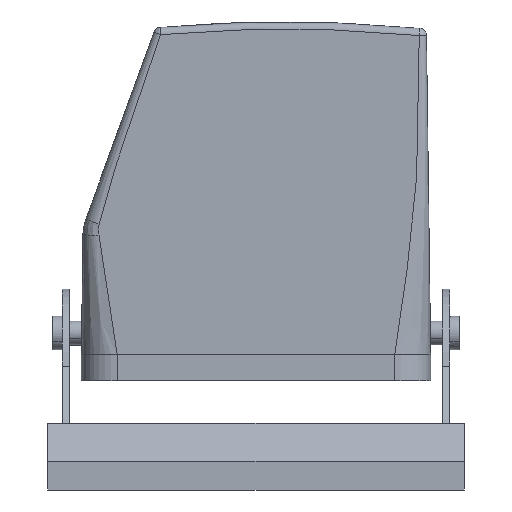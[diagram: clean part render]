
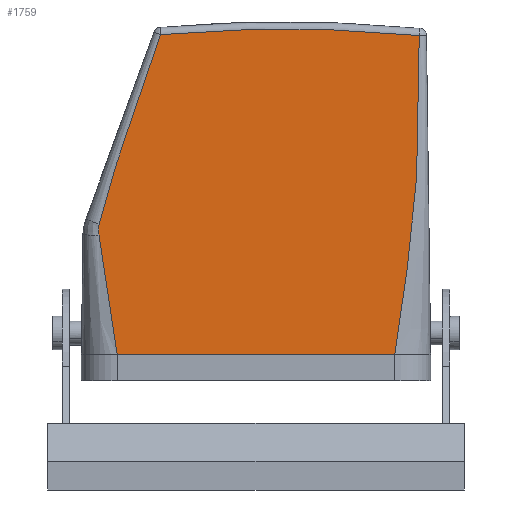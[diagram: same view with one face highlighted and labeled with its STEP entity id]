
A CAD part, left-side view. The second image highlights one B-rep face of the part: STEP entity #1759.
In plain terms, the highlighted planar face has unit normal (-1, 0, 0).
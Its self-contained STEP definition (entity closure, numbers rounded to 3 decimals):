
#1678=AXIS2_PLACEMENT_3D('Plane Axis2P3D',#1675,#1676,#1677) ;
#1748=AXIS2_PLACEMENT_3D('Circle Axis2P3D',#1746,#1747,$) ;
#789=CARTESIAN_POINT('Vertex',(18.5,14.486,28.3)) ;
#794=CARTESIAN_POINT('Line Origine',(18.5,43.501,28.3)) ;
#798=CARTESIAN_POINT('Vertex',(18.5,72.515,28.3)) ;
#1619=CARTESIAN_POINT('Vertex',(18.5,9.388,94.973)) ;
#1623=CARTESIAN_POINT('Control Point',(18.5,9.388,94.973)) ;
#1624=CARTESIAN_POINT('Control Point',(18.5,9.385,92.836)) ;
#1625=CARTESIAN_POINT('Control Point',(18.5,9.387,90.698)) ;
#1626=CARTESIAN_POINT('Control Point',(18.5,9.396,88.561)) ;
#1627=CARTESIAN_POINT('Control Point',(18.5,9.427,84.208)) ;
#1628=CARTESIAN_POINT('Control Point',(18.5,9.48,79.856)) ;
#1629=CARTESIAN_POINT('Control Point',(18.5,9.513,77.672)) ;
#1630=CARTESIAN_POINT('Control Point',(18.5,9.607,72.447)) ;
#1631=CARTESIAN_POINT('Control Point',(18.5,9.8,67.224)) ;
#1632=CARTESIAN_POINT('Control Point',(18.5,9.97,64.215)) ;
#1633=CARTESIAN_POINT('Control Point',(18.5,10.436,58.202)) ;
#1634=CARTESIAN_POINT('Control Point',(18.5,11.117,52.202)) ;
#1635=CARTESIAN_POINT('Control Point',(18.5,11.504,49.205)) ;
#1636=CARTESIAN_POINT('Control Point',(18.5,12.183,44.303)) ;
#1637=CARTESIAN_POINT('Control Point',(18.5,12.896,39.404)) ;
#1638=CARTESIAN_POINT('Control Point',(18.5,13.176,37.496)) ;
#1639=CARTESIAN_POINT('Control Point',(18.5,13.611,34.504)) ;
#1640=CARTESIAN_POINT('Control Point',(18.5,14.037,31.512)) ;
#1641=CARTESIAN_POINT('Control Point',(18.5,14.188,30.44)) ;
#1642=CARTESIAN_POINT('Control Point',(18.5,14.337,29.371)) ;
#1643=CARTESIAN_POINT('Control Point',(18.5,14.486,28.3)) ;
#1675=CARTESIAN_POINT('Axis2P3D Location',(18.5,5.467,-5.)) ;
#1681=CARTESIAN_POINT('Control Point',(18.5,63.424,95.172)) ;
#1682=CARTESIAN_POINT('Control Point',(18.5,63.563,94.78)) ;
#1683=CARTESIAN_POINT('Control Point',(18.5,63.702,94.388)) ;
#1684=CARTESIAN_POINT('Control Point',(18.5,63.841,93.996)) ;
#1685=CARTESIAN_POINT('Control Point',(18.5,64.119,93.212)) ;
#1686=CARTESIAN_POINT('Control Point',(18.5,64.397,92.426)) ;
#1687=CARTESIAN_POINT('Control Point',(18.5,64.536,92.032)) ;
#1688=CARTESIAN_POINT('Control Point',(18.5,64.952,90.851)) ;
#1689=CARTESIAN_POINT('Control Point',(18.5,65.366,89.67)) ;
#1690=CARTESIAN_POINT('Control Point',(18.5,65.641,88.883)) ;
#1691=CARTESIAN_POINT('Control Point',(18.5,67.095,84.714)) ;
#1692=CARTESIAN_POINT('Control Point',(18.5,68.529,80.54)) ;
#1693=CARTESIAN_POINT('Control Point',(18.5,69.679,77.164)) ;
#1694=CARTESIAN_POINT('Control Point',(18.5,71.047,73.136)) ;
#1695=CARTESIAN_POINT('Control Point',(18.5,72.377,69.097)) ;
#1696=CARTESIAN_POINT('Control Point',(18.5,72.572,68.5)) ;
#1697=CARTESIAN_POINT('Control Point',(18.5,72.877,67.562)) ;
#1698=CARTESIAN_POINT('Control Point',(18.5,73.177,66.622)) ;
#1699=CARTESIAN_POINT('Control Point',(18.5,73.273,66.322)) ;
#1700=CARTESIAN_POINT('Control Point',(18.5,73.463,65.72)) ;
#1701=CARTESIAN_POINT('Control Point',(18.5,73.65,65.116)) ;
#1702=CARTESIAN_POINT('Control Point',(18.5,73.744,64.814)) ;
#1703=CARTESIAN_POINT('Control Point',(18.5,74.362,62.799)) ;
#1704=CARTESIAN_POINT('Control Point',(18.5,74.949,60.776)) ;
#1705=CARTESIAN_POINT('Control Point',(18.5,75.422,59.05)) ;
#1706=CARTESIAN_POINT('Control Point',(18.5,75.867,57.316)) ;
#1707=CARTESIAN_POINT('Control Point',(18.5,76.286,55.576)) ;
#1708=CARTESIAN_POINT('Vertex',(18.5,76.286,55.576)) ;
#1710=CARTESIAN_POINT('Vertex',(18.5,63.424,95.172)) ;
#1714=CARTESIAN_POINT('Control Point',(18.5,76.286,55.576)) ;
#1715=CARTESIAN_POINT('Control Point',(18.5,76.375,55.116)) ;
#1716=CARTESIAN_POINT('Control Point',(18.5,76.422,54.648)) ;
#1717=CARTESIAN_POINT('Control Point',(18.5,76.426,54.178)) ;
#1718=CARTESIAN_POINT('Control Point',(18.5,76.386,53.711)) ;
#1719=CARTESIAN_POINT('Control Point',(18.5,76.3,53.256)) ;
#1720=CARTESIAN_POINT('Vertex',(18.5,76.3,53.256)) ;
#1724=CARTESIAN_POINT('Control Point',(18.5,76.3,53.256)) ;
#1725=CARTESIAN_POINT('Control Point',(18.5,75.898,49.923)) ;
#1726=CARTESIAN_POINT('Control Point',(18.5,75.422,46.595)) ;
#1727=CARTESIAN_POINT('Control Point',(18.5,74.898,43.312)) ;
#1728=CARTESIAN_POINT('Control Point',(18.5,74.335,39.864)) ;
#1729=CARTESIAN_POINT('Control Point',(18.5,73.78,36.413)) ;
#1730=CARTESIAN_POINT('Control Point',(18.5,73.762,36.302)) ;
#1731=CARTESIAN_POINT('Control Point',(18.5,73.721,36.044)) ;
#1732=CARTESIAN_POINT('Control Point',(18.5,73.679,35.783)) ;
#1733=CARTESIAN_POINT('Control Point',(18.5,73.658,35.653)) ;
#1734=CARTESIAN_POINT('Control Point',(18.5,73.596,35.264)) ;
#1735=CARTESIAN_POINT('Control Point',(18.5,73.534,34.875)) ;
#1736=CARTESIAN_POINT('Control Point',(18.5,73.493,34.618)) ;
#1737=CARTESIAN_POINT('Control Point',(18.5,73.373,33.865)) ;
#1738=CARTESIAN_POINT('Control Point',(18.5,73.255,33.113)) ;
#1739=CARTESIAN_POINT('Control Point',(18.5,73.176,32.612)) ;
#1740=CARTESIAN_POINT('Control Point',(18.5,72.995,31.45)) ;
#1741=CARTESIAN_POINT('Control Point',(18.5,72.816,30.289)) ;
#1742=CARTESIAN_POINT('Control Point',(18.5,72.715,29.627)) ;
#1743=CARTESIAN_POINT('Control Point',(18.5,72.615,28.964)) ;
#1744=CARTESIAN_POINT('Control Point',(18.5,72.515,28.3)) ;
#1746=CARTESIAN_POINT('Axis2P3D Location',(18.5,37.5,-202.2)) ;
#795=DIRECTION('Vector Direction',(0.,-1.,0.)) ;
#1676=DIRECTION('Axis2P3D Direction',(-1.,0.,0.)) ;
#1677=DIRECTION('Axis2P3D XDirection',(0.,-0.17,0.985)) ;
#1747=DIRECTION('Axis2P3D Direction',(-1.,0.,0.)) ;
#796=VECTOR('Line Direction',#795,1.) ;
#1752=ORIENTED_EDGE('',*,*,#1712,.F.) ;
#1753=ORIENTED_EDGE('',*,*,#1722,.F.) ;
#1754=ORIENTED_EDGE('',*,*,#1745,.F.) ;
#1755=ORIENTED_EDGE('',*,*,#800,.T.) ;
#1756=ORIENTED_EDGE('',*,*,#1644,.T.) ;
#1757=ORIENTED_EDGE('',*,*,#1750,.T.) ;
#1759=ADVANCED_FACE('Housing',(#1758),#1679,.T.) ;
#1622=B_SPLINE_CURVE_WITH_KNOTS('',5,(#1623,#1624,#1625,#1626,#1627,#1628,#1629,#1630,#1631,#1632,#1633,#1634,#1635,#1636,#1637,#1638,#1639,#1640,#1641,#1642,#1643),.UNSPECIFIED.,.F.,.U.,(6,3,3,3,3,3,6),(30.678,41.35,52.409,67.435,82.461,92.051,97.49),.UNSPECIFIED.) ;
#1680=B_SPLINE_CURVE_WITH_KNOTS('',5,(#1681,#1682,#1683,#1684,#1685,#1686,#1687,#1688,#1689,#1690,#1691,#1692,#1693,#1694,#1695,#1696,#1697,#1698,#1699,#1700,#1701,#1702,#1703,#1704,#1705,#1706,#1707),.UNSPECIFIED.,.F.,.U.,(6,3,3,3,3,3,3,3,6),(0.,2.946,5.893,11.785,37.074,41.848,44.085,46.323,58.983),.UNSPECIFIED.) ;
#1713=B_SPLINE_CURVE_WITH_KNOTS('',5,(#1714,#1715,#1716,#1717,#1718,#1719),.UNSPECIFIED.,.F.,.U.,(6,6),(0.,3.305),.UNSPECIFIED.) ;
#1723=B_SPLINE_CURVE_WITH_KNOTS('',5,(#1724,#1725,#1726,#1727,#1728,#1729,#1730,#1731,#1732,#1733,#1734,#1735,#1736,#1737,#1738,#1739,#1740,#1741,#1742,#1743,#1744),.UNSPECIFIED.,.F.,.U.,(6,3,3,3,3,3,6),(0.,23.764,24.69,25.589,27.387,30.983,35.753),.UNSPECIFIED.) ;
#1749=CIRCLE('generated circle',#1748,298.5) ;
#800=EDGE_CURVE('',#799,#790,#797,.T.) ;
#1644=EDGE_CURVE('',#790,#1620,#1622,.F.) ;
#1712=EDGE_CURVE('',#1709,#1711,#1680,.F.) ;
#1722=EDGE_CURVE('',#1721,#1709,#1713,.F.) ;
#1745=EDGE_CURVE('',#799,#1721,#1723,.F.) ;
#1750=EDGE_CURVE('',#1620,#1711,#1749,.T.) ;
#1751=EDGE_LOOP('',(#1752,#1753,#1754,#1755,#1756,#1757)) ;
#1758=FACE_OUTER_BOUND('',#1751,.T.) ;
#797=LINE('Line',#794,#796) ;
#1679=PLANE('',#1678) ;
#790=VERTEX_POINT('',#789) ;
#799=VERTEX_POINT('',#798) ;
#1620=VERTEX_POINT('',#1619) ;
#1709=VERTEX_POINT('',#1708) ;
#1711=VERTEX_POINT('',#1710) ;
#1721=VERTEX_POINT('',#1720) ;
